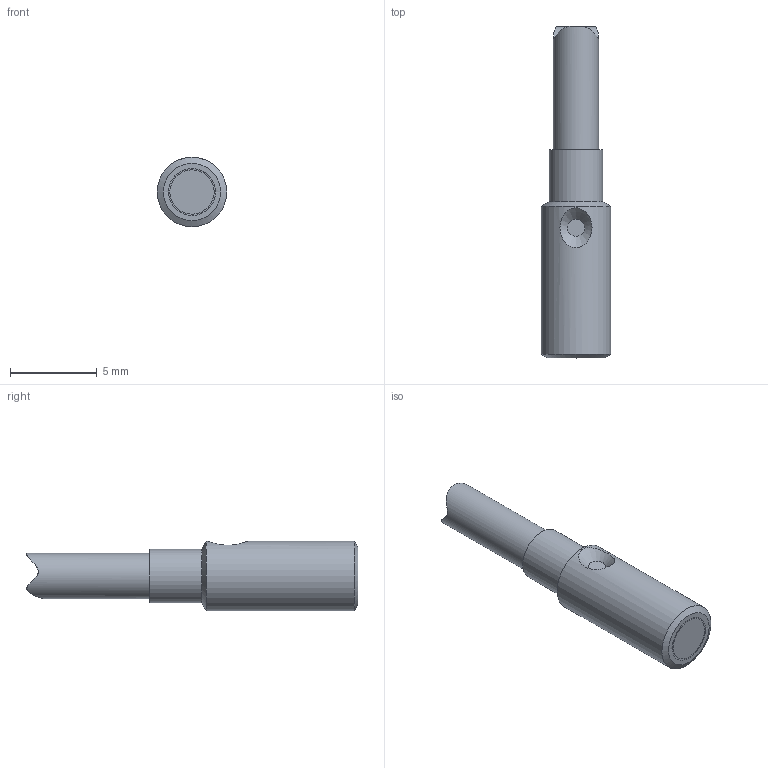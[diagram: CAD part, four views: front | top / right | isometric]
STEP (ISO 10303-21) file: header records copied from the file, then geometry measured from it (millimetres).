
FILE_DESCRIPTION (( 'STEP AP214' ), '1' );
FILE_NAME ('DW-AD-623-M4-960.STEP', '2018-04-11T13:55:27', ( '' ), ( '' ), 'SwSTEP 2.0', 'SolidWorks 2017', '' );
FILE_SCHEMA (( 'AUTOMOTIVE_DESIGN' ));
Length unit declared in the file: inch
Products named in the file (1): DW-AD-623-M4-960
Bounding box: 4 x 19.13 x 4 mm (x, y, z)
Volume: 232 mm3; surface area: 328.4 mm2
Topology: 2 solids, 2 shells, 14 faces, 28 edges, 21 vertices
Faces by surface type: plane 6, cylinder 3, cone 3, bspline 2
Full cylindrical faces by diameter (mm): 2.6 x1, 3.1 x1, 4 x1
Entity records: 680 total; most frequent: CARTESIAN_POINT 397, DIRECTION 42, ORIENTED_EDGE 34, EDGE_LOOP 24, AXIS2_PLACEMENT_3D 20, FACE_OUTER_BOUND 18, VERTEX_POINT 17, EDGE_CURVE 17
